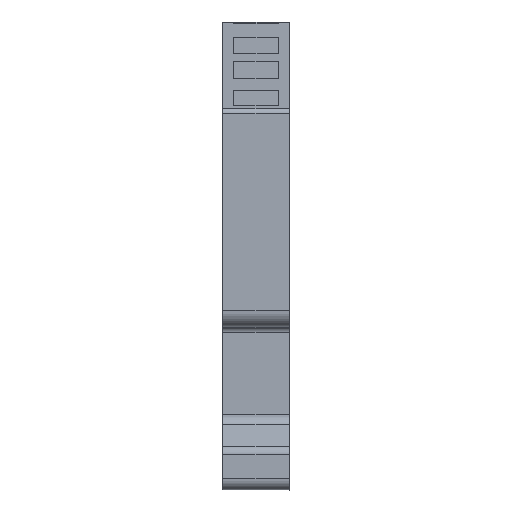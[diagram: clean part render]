
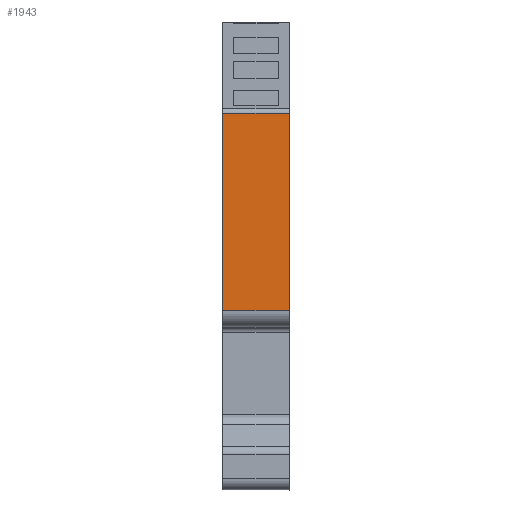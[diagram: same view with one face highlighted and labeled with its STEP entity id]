
A CAD part, left-side view. The second image highlights one B-rep face of the part: STEP entity #1943.
In plain terms, the highlighted planar face has unit normal (-1, 0, 0).
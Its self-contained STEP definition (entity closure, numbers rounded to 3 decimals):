
#75 = EDGE_CURVE ( 'NONE', #26215, #2427, #14618, .T. ) ;
#1943 = ADVANCED_FACE ( 'NONE', ( #8669 ), #12910, .T. ) ;
#2427 = VERTEX_POINT ( 'NONE', #21413 ) ;
#3311 = DIRECTION ( 'NONE',  ( 0., -1., 0. ) ) ;
#3917 = DIRECTION ( 'NONE',  ( 0., 0., 1. ) ) ;
#4621 = AXIS2_PLACEMENT_3D ( 'NONE', #15518, #24715, #3917 ) ;
#6304 = DIRECTION ( 'NONE',  ( 0., 0., -1. ) ) ;
#6353 = EDGE_CURVE ( 'NONE', #25473, #22253, #15093, .T. ) ;
#7944 = CARTESIAN_POINT ( 'NONE',  ( -48.134, 6., 10.6 ) ) ;
#8585 = CARTESIAN_POINT ( 'NONE',  ( -48.134, 6., 10.6 ) ) ;
#8669 = FACE_OUTER_BOUND ( 'NONE', #28516, .T. ) ;
#12170 = ORIENTED_EDGE ( 'NONE', *, *, #6353, .T. ) ;
#12588 = CARTESIAN_POINT ( 'NONE',  ( -48.134, 0., 10.6 ) ) ;
#12910 = PLANE ( 'NONE',  #4621 ) ;
#13113 = DIRECTION ( 'NONE',  ( 0., -1., 0. ) ) ;
#14022 = ORIENTED_EDGE ( 'NONE', *, *, #26419, .F. ) ;
#14618 = LINE ( 'NONE', #28989, #17660 ) ;
#15093 = LINE ( 'NONE', #7944, #18631 ) ;
#15518 = CARTESIAN_POINT ( 'NONE',  ( -48.134, 6., 28.291 ) ) ;
#17660 = VECTOR ( 'NONE', #3311, 1000. ) ;
#18519 = LINE ( 'NONE', #29692, #21796 ) ;
#18631 = VECTOR ( 'NONE', #13113, 1000. ) ;
#20501 = CARTESIAN_POINT ( 'NONE',  ( -48.134, 0., 28.291 ) ) ;
#20878 = ORIENTED_EDGE ( 'NONE', *, *, #75, .F. ) ;
#21275 = CARTESIAN_POINT ( 'NONE',  ( -48.134, 6., 28.291 ) ) ;
#21413 = CARTESIAN_POINT ( 'NONE',  ( -48.134, 0., 28.291 ) ) ;
#21796 = VECTOR ( 'NONE', #27833, 1000. ) ;
#22253 = VERTEX_POINT ( 'NONE', #12588 ) ;
#22626 = LINE ( 'NONE', #20501, #24791 ) ;
#24715 = DIRECTION ( 'NONE',  ( -1., 0., 0. ) ) ;
#24717 = EDGE_CURVE ( 'NONE', #26215, #25473, #18519, .T. ) ;
#24791 = VECTOR ( 'NONE', #6304, 1000. ) ;
#25473 = VERTEX_POINT ( 'NONE', #8585 ) ;
#25871 = ORIENTED_EDGE ( 'NONE', *, *, #24717, .T. ) ;
#26215 = VERTEX_POINT ( 'NONE', #21275 ) ;
#26419 = EDGE_CURVE ( 'NONE', #2427, #22253, #22626, .T. ) ;
#27833 = DIRECTION ( 'NONE',  ( 0., 0., -1. ) ) ;
#28516 = EDGE_LOOP ( 'NONE', ( #14022, #20878, #25871, #12170 ) ) ;
#28989 = CARTESIAN_POINT ( 'NONE',  ( -48.134, 6., 28.291 ) ) ;
#29692 = CARTESIAN_POINT ( 'NONE',  ( -48.134, 6., 28.291 ) ) ;
